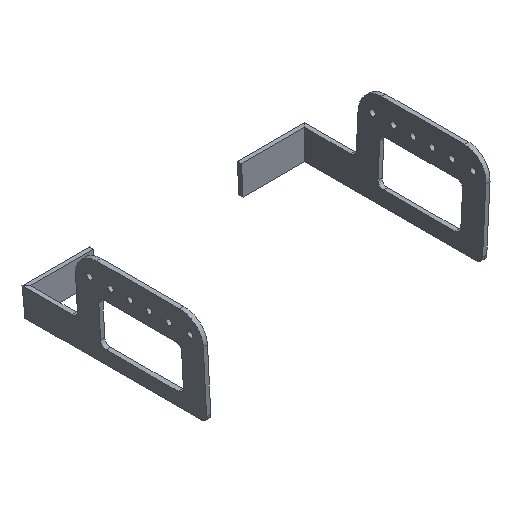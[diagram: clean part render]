
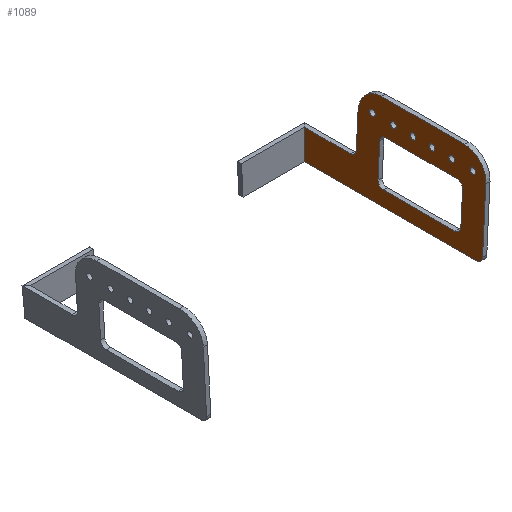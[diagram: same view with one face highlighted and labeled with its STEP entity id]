
A CAD part, isometric view. The second image highlights one B-rep face of the part: STEP entity #1089.
In plain terms, the highlighted planar face has unit normal (-0.999, 0, 0.052).
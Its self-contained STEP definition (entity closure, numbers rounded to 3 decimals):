
#45=FACE_BOUND('',#192,.T.);
#46=FACE_BOUND('',#193,.T.);
#47=FACE_BOUND('',#194,.T.);
#48=FACE_BOUND('',#195,.T.);
#49=FACE_BOUND('',#196,.T.);
#50=FACE_BOUND('',#197,.T.);
#51=FACE_BOUND('',#198,.T.);
#73=CIRCLE('',#1164,8.);
#74=CIRCLE('',#1165,8.);
#75=CIRCLE('',#1166,2.);
#76=CIRCLE('',#1167,2.);
#77=CIRCLE('',#1168,2.);
#78=CIRCLE('',#1169,2.);
#79=CIRCLE('',#1170,2.);
#80=CIRCLE('',#1171,1.);
#81=CIRCLE('',#1172,1.);
#82=CIRCLE('',#1173,1.);
#83=CIRCLE('',#1174,1.);
#84=CIRCLE('',#1175,1.);
#85=CIRCLE('',#1176,1.);
#125=ELLIPSE('',#1163,2.003,2.);
#133=FACE_OUTER_BOUND('',#191,.T.);
#191=EDGE_LOOP('',(#755,#756,#757,#758,#759,#760,#761,#762,#763,#764));
#192=EDGE_LOOP('',(#765,#766,#767,#768,#769,#770,#771,#772));
#193=EDGE_LOOP('',(#773));
#194=EDGE_LOOP('',(#774));
#195=EDGE_LOOP('',(#775));
#196=EDGE_LOOP('',(#776));
#197=EDGE_LOOP('',(#777));
#198=EDGE_LOOP('',(#778));
#280=LINE('',#1622,#382);
#284=LINE('',#1630,#386);
#285=LINE('',#1634,#387);
#286=LINE('',#1638,#388);
#287=LINE('',#1642,#389);
#288=LINE('',#1645,#390);
#289=LINE('',#1648,#391);
#290=LINE('',#1652,#392);
#291=LINE('',#1656,#393);
#292=LINE('',#1660,#394);
#382=VECTOR('',#1285,10.);
#386=VECTOR('',#1295,10.);
#387=VECTOR('',#1298,10.);
#388=VECTOR('',#1301,10.);
#389=VECTOR('',#1304,10.);
#390=VECTOR('',#1307,10.);
#391=VECTOR('',#1308,10.);
#392=VECTOR('',#1311,10.);
#393=VECTOR('',#1314,10.);
#394=VECTOR('',#1317,10.);
#481=VERTEX_POINT('',#1615);
#484=VERTEX_POINT('',#1620);
#485=VERTEX_POINT('',#1629);
#486=VERTEX_POINT('',#1631);
#487=VERTEX_POINT('',#1633);
#488=VERTEX_POINT('',#1635);
#489=VERTEX_POINT('',#1637);
#490=VERTEX_POINT('',#1639);
#491=VERTEX_POINT('',#1641);
#492=VERTEX_POINT('',#1643);
#493=VERTEX_POINT('',#1646);
#494=VERTEX_POINT('',#1647);
#495=VERTEX_POINT('',#1649);
#496=VERTEX_POINT('',#1651);
#497=VERTEX_POINT('',#1653);
#498=VERTEX_POINT('',#1655);
#499=VERTEX_POINT('',#1657);
#500=VERTEX_POINT('',#1659);
#501=VERTEX_POINT('',#1662);
#502=VERTEX_POINT('',#1664);
#503=VERTEX_POINT('',#1666);
#504=VERTEX_POINT('',#1668);
#505=VERTEX_POINT('',#1670);
#506=VERTEX_POINT('',#1672);
#588=EDGE_CURVE('',#481,#484,#280,.T.);
#592=EDGE_CURVE('',#484,#485,#284,.T.);
#593=EDGE_CURVE('',#486,#485,#125,.T.);
#594=EDGE_CURVE('',#487,#486,#285,.T.);
#595=EDGE_CURVE('',#488,#487,#73,.T.);
#596=EDGE_CURVE('',#489,#488,#286,.T.);
#597=EDGE_CURVE('',#490,#489,#74,.T.);
#598=EDGE_CURVE('',#490,#491,#287,.T.);
#599=EDGE_CURVE('',#492,#491,#75,.T.);
#600=EDGE_CURVE('',#492,#481,#288,.T.);
#601=EDGE_CURVE('',#493,#494,#289,.T.);
#602=EDGE_CURVE('',#495,#494,#76,.T.);
#603=EDGE_CURVE('',#495,#496,#290,.T.);
#604=EDGE_CURVE('',#497,#496,#77,.T.);
#605=EDGE_CURVE('',#497,#498,#291,.T.);
#606=EDGE_CURVE('',#499,#498,#78,.T.);
#607=EDGE_CURVE('',#499,#500,#292,.T.);
#608=EDGE_CURVE('',#493,#500,#79,.T.);
#609=EDGE_CURVE('',#501,#501,#80,.T.);
#610=EDGE_CURVE('',#502,#502,#81,.T.);
#611=EDGE_CURVE('',#503,#503,#82,.F.);
#612=EDGE_CURVE('',#504,#504,#83,.F.);
#613=EDGE_CURVE('',#505,#505,#84,.T.);
#614=EDGE_CURVE('',#506,#506,#85,.T.);
#755=ORIENTED_EDGE('',*,*,#592,.T.);
#756=ORIENTED_EDGE('',*,*,#593,.F.);
#757=ORIENTED_EDGE('',*,*,#594,.F.);
#758=ORIENTED_EDGE('',*,*,#595,.F.);
#759=ORIENTED_EDGE('',*,*,#596,.F.);
#760=ORIENTED_EDGE('',*,*,#597,.F.);
#761=ORIENTED_EDGE('',*,*,#598,.T.);
#762=ORIENTED_EDGE('',*,*,#599,.F.);
#763=ORIENTED_EDGE('',*,*,#600,.T.);
#764=ORIENTED_EDGE('',*,*,#588,.T.);
#765=ORIENTED_EDGE('',*,*,#601,.T.);
#766=ORIENTED_EDGE('',*,*,#602,.F.);
#767=ORIENTED_EDGE('',*,*,#603,.T.);
#768=ORIENTED_EDGE('',*,*,#604,.F.);
#769=ORIENTED_EDGE('',*,*,#605,.T.);
#770=ORIENTED_EDGE('',*,*,#606,.F.);
#771=ORIENTED_EDGE('',*,*,#607,.T.);
#772=ORIENTED_EDGE('',*,*,#608,.F.);
#773=ORIENTED_EDGE('',*,*,#609,.T.);
#774=ORIENTED_EDGE('',*,*,#610,.T.);
#775=ORIENTED_EDGE('',*,*,#611,.T.);
#776=ORIENTED_EDGE('',*,*,#612,.T.);
#777=ORIENTED_EDGE('',*,*,#613,.T.);
#778=ORIENTED_EDGE('',*,*,#614,.T.);
#1059=PLANE('',#1162);
#1089=ADVANCED_FACE('',(#133,#45,#46,#47,#48,#49,#50,#51),#1059,.F.);
#1162=AXIS2_PLACEMENT_3D('',#1628,#1293,#1294);
#1163=AXIS2_PLACEMENT_3D('',#1632,#1296,#1297);
#1164=AXIS2_PLACEMENT_3D('',#1636,#1299,#1300);
#1165=AXIS2_PLACEMENT_3D('',#1640,#1302,#1303);
#1166=AXIS2_PLACEMENT_3D('',#1644,#1305,#1306);
#1167=AXIS2_PLACEMENT_3D('',#1650,#1309,#1310);
#1168=AXIS2_PLACEMENT_3D('',#1654,#1312,#1313);
#1169=AXIS2_PLACEMENT_3D('',#1658,#1315,#1316);
#1170=AXIS2_PLACEMENT_3D('',#1661,#1318,#1319);
#1171=AXIS2_PLACEMENT_3D('',#1663,#1320,#1321);
#1172=AXIS2_PLACEMENT_3D('',#1665,#1322,#1323);
#1173=AXIS2_PLACEMENT_3D('',#1667,#1324,#1325);
#1174=AXIS2_PLACEMENT_3D('',#1669,#1326,#1327);
#1175=AXIS2_PLACEMENT_3D('',#1671,#1328,#1329);
#1176=AXIS2_PLACEMENT_3D('',#1673,#1330,#1331);
#1285=DIRECTION('',(-0.052,-0.052,-0.997));
#1293=DIRECTION('center_axis',(0.999,0.,
-0.052));
#1294=DIRECTION('ref_axis',(0.,1.,0.));
#1295=DIRECTION('',(0.,-1.,0.));
#1296=DIRECTION('center_axis',(0.999,0.,
-0.052));
#1297=DIRECTION('ref_axis',(-0.052,0.,-0.999));
#1298=DIRECTION('',(-0.052,0.,-0.999));
#1299=DIRECTION('center_axis',(0.999,0.,
-0.052));
#1300=DIRECTION('ref_axis',(0.037,-0.707,0.706));
#1301=DIRECTION('',(0.,-1.,0.));
#1302=DIRECTION('center_axis',(0.999,0.,
-0.052));
#1303=DIRECTION('ref_axis',(0.037,0.707,0.706));
#1304=DIRECTION('',(-0.052,0.,-0.999));
#1305=DIRECTION('center_axis',(-0.999,0.,
0.052));
#1306=DIRECTION('ref_axis',(-0.037,-0.707,-0.706));
#1307=DIRECTION('',(0.,1.,0.));
#1308=DIRECTION('',(-0.052,0.,-0.999));
#1309=DIRECTION('center_axis',(-0.999,0.,
0.052));
#1310=DIRECTION('ref_axis',(-0.037,-0.707,-0.706));
#1311=DIRECTION('',(0.,1.,0.));
#1312=DIRECTION('center_axis',(-0.999,0.,
0.052));
#1313=DIRECTION('ref_axis',(-0.037,0.707,-0.706));
#1314=DIRECTION('',(0.052,0.,0.999));
#1315=DIRECTION('center_axis',(-0.999,0.,
0.052));
#1316=DIRECTION('ref_axis',(0.037,0.707,0.706));
#1317=DIRECTION('',(0.,-1.,0.));
#1318=DIRECTION('center_axis',(-0.999,0.,
0.052));
#1319=DIRECTION('ref_axis',(0.037,-0.707,0.706));
#1320=DIRECTION('center_axis',(0.999,0.,
-0.052));
#1321=DIRECTION('ref_axis',(0.,1.,0.));
#1322=DIRECTION('center_axis',(0.999,0.,
-0.052));
#1323=DIRECTION('ref_axis',(0.,1.,0.));
#1324=DIRECTION('center_axis',(-0.999,0.,
0.052));
#1325=DIRECTION('ref_axis',(0.,-1.,0.));
#1326=DIRECTION('center_axis',(-0.999,0.,
0.052));
#1327=DIRECTION('ref_axis',(0.,-1.,0.));
#1328=DIRECTION('center_axis',(0.999,0.,
-0.052));
#1329=DIRECTION('ref_axis',(0.,1.,0.));
#1330=DIRECTION('center_axis',(0.999,0.,
-0.052));
#1331=DIRECTION('ref_axis',(0.,1.,0.));
#1615=CARTESIAN_POINT('',(48.843,73.843,10.065));
#1620=CARTESIAN_POINT('',(48.315,73.315,0.));
#1622=CARTESIAN_POINT('',(48.747,73.747,8.235));
#1628=CARTESIAN_POINT('Origin',(48.825,49.1,9.731));
#1629=CARTESIAN_POINT('',(48.315,12.,0.));
#1630=CARTESIAN_POINT('',(48.315,21.711,0.));
#1631=CARTESIAN_POINT('',(48.42,10.,2.));
#1632=CARTESIAN_POINT('Origin',(48.42,12.,2.));
#1633=CARTESIAN_POINT('',(49.581,10.,24.161));
#1634=CARTESIAN_POINT('',(50.,10.,32.15));
#1635=CARTESIAN_POINT('',(50.,18.,32.15));
#1636=CARTESIAN_POINT('Origin',(49.581,18.,24.161));
#1637=CARTESIAN_POINT('',(50.,47.515,32.15));
#1638=CARTESIAN_POINT('',(50.,98.2,32.15));
#1639=CARTESIAN_POINT('',(49.581,55.515,24.161));
#1640=CARTESIAN_POINT('Origin',(49.581,47.515,24.161));
#1641=CARTESIAN_POINT('',(48.947,55.515,12.062));
#1642=CARTESIAN_POINT('',(48.834,55.515,9.898));
#1643=CARTESIAN_POINT('',(48.843,57.515,10.065));
#1644=CARTESIAN_POINT('Origin',(48.947,57.515,12.062));
#1645=CARTESIAN_POINT('',(48.843,64.72,10.065));
#1646=CARTESIAN_POINT('',(49.297,18.,18.738));
#1647=CARTESIAN_POINT('',(48.686,18.,7.069));
#1648=CARTESIAN_POINT('',(48.703,18.,7.401));
#1649=CARTESIAN_POINT('',(48.581,20.,5.072));
#1650=CARTESIAN_POINT('Origin',(48.686,20.,7.069));
#1651=CARTESIAN_POINT('',(48.581,45.515,5.072));
#1652=CARTESIAN_POINT('',(48.581,50.808,5.072));
#1653=CARTESIAN_POINT('',(48.686,47.515,7.069));
#1654=CARTESIAN_POINT('Origin',(48.686,45.515,7.069));
#1655=CARTESIAN_POINT('',(49.297,47.515,18.738));
#1656=CARTESIAN_POINT('',(49.113,47.515,15.233));
#1657=CARTESIAN_POINT('',(49.402,45.515,20.735));
#1658=CARTESIAN_POINT('Origin',(49.297,45.515,18.738));
#1659=CARTESIAN_POINT('',(49.402,20.,20.735));
#1660=CARTESIAN_POINT('',(49.402,36.05,20.735));
#1661=CARTESIAN_POINT('Origin',(49.297,20.,18.738));
#1662=CARTESIAN_POINT('',(49.663,28.215,25.729));
#1663=CARTESIAN_POINT('Origin',(49.663,29.215,25.729));
#1664=CARTESIAN_POINT('',(49.663,35.015,25.729));
#1665=CARTESIAN_POINT('Origin',(49.663,36.015,25.729));
#1666=CARTESIAN_POINT('',(49.663,15.715,25.729));
#1667=CARTESIAN_POINT('Origin',(49.663,14.715,25.729));
#1668=CARTESIAN_POINT('',(49.663,51.515,25.729));
#1669=CARTESIAN_POINT('Origin',(49.663,50.515,25.729));
#1670=CARTESIAN_POINT('',(49.663,21.215,25.729));
#1671=CARTESIAN_POINT('Origin',(49.663,22.215,25.729));
#1672=CARTESIAN_POINT('',(49.663,42.015,25.729));
#1673=CARTESIAN_POINT('Origin',(49.663,43.015,25.729));
